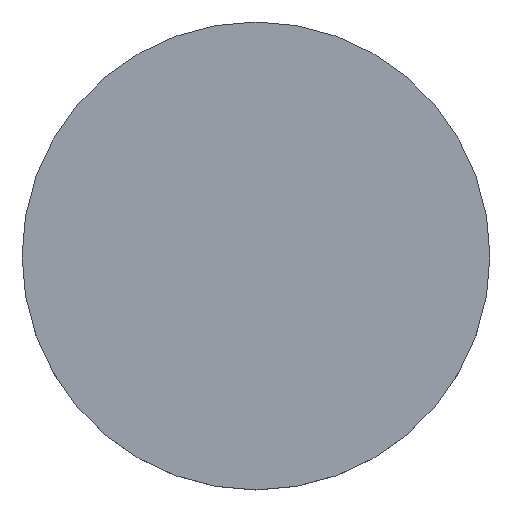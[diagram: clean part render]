
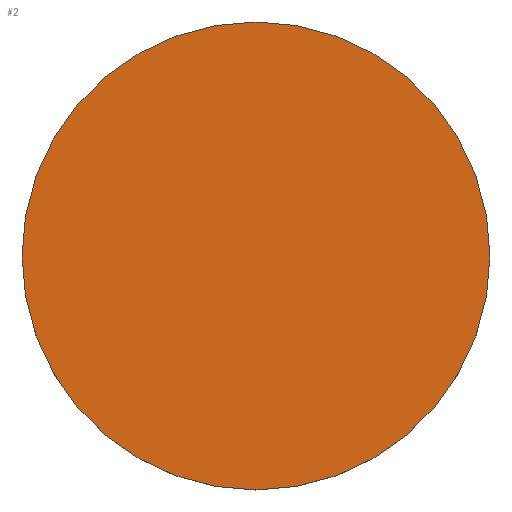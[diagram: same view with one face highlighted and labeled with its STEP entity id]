
A CAD part, top view. The second image highlights one B-rep face of the part: STEP entity #2.
In plain terms, the highlighted planar face has unit normal (0, 0, 1).
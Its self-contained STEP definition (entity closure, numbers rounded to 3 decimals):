
#2 = ADVANCED_FACE ( 'NONE', ( #42 ), #73, .T. ) ;
#7 = CIRCLE ( 'NONE', #48, 12.7 ) ;
#19 = ORIENTED_EDGE ( 'NONE', *, *, #96, .T. ) ;
#25 = CARTESIAN_POINT ( 'NONE',  ( 0., 0., 2.25 ) ) ;
#28 = DIRECTION ( 'NONE',  ( 0., 0., 1. ) ) ;
#35 = DIRECTION ( 'NONE',  ( 0., 0., 1. ) ) ;
#42 = FACE_OUTER_BOUND ( 'NONE', #70, .T. ) ;
#44 = DIRECTION ( 'NONE',  ( 1., 0., 0. ) ) ;
#48 = AXIS2_PLACEMENT_3D ( 'NONE', #111, #138, #124 ) ;
#50 = VERTEX_POINT ( 'NONE', #152 ) ;
#53 = CARTESIAN_POINT ( 'NONE',  ( 0., 0., 2.25 ) ) ;
#70 = EDGE_LOOP ( 'NONE', ( #117, #19 ) ) ;
#73 = PLANE ( 'NONE',  #146 ) ;
#77 = CARTESIAN_POINT ( 'NONE',  ( -12.7, 0., 2.25 ) ) ;
#85 = VERTEX_POINT ( 'NONE', #77 ) ;
#96 = EDGE_CURVE ( 'NONE', #50, #85, #156, .T. ) ;
#102 = EDGE_CURVE ( 'NONE', #85, #50, #7, .T. ) ;
#111 = CARTESIAN_POINT ( 'NONE',  ( 0., 0., 2.25 ) ) ;
#117 = ORIENTED_EDGE ( 'NONE', *, *, #102, .T. ) ;
#124 = DIRECTION ( 'NONE',  ( 1., 0., 0. ) ) ;
#138 = DIRECTION ( 'NONE',  ( 0., 0., 1. ) ) ;
#146 = AXIS2_PLACEMENT_3D ( 'NONE', #25, #28, #44 ) ;
#152 = CARTESIAN_POINT ( 'NONE',  ( 12.7, 0., 2.25 ) ) ;
#156 = CIRCLE ( 'NONE', #169, 12.7 ) ;
#160 = DIRECTION ( 'NONE',  ( 1., 0., 0. ) ) ;
#169 = AXIS2_PLACEMENT_3D ( 'NONE', #53, #35, #160 ) ;
